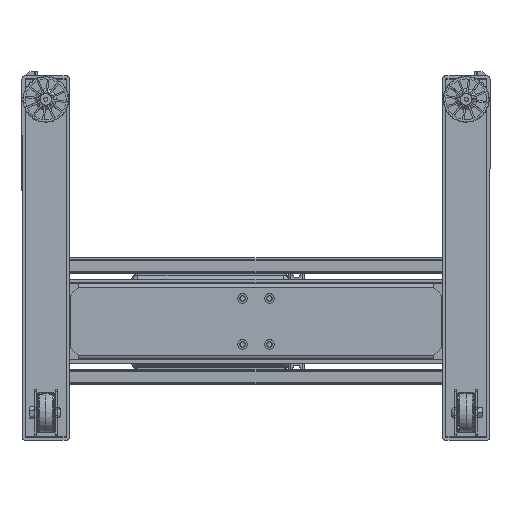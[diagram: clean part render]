
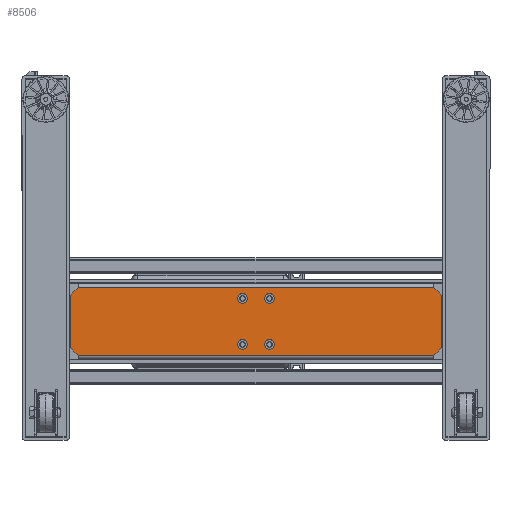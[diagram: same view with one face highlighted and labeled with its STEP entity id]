
A CAD part, front view. The second image highlights one B-rep face of the part: STEP entity #8506.
In plain terms, the highlighted planar face has unit normal (0, -1, 0).
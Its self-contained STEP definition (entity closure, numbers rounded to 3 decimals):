
#185 = AXIS2_PLACEMENT_3D ( 'NONE', #28810, #423, #23528 ) ;
#423 = DIRECTION ( 'NONE',  ( 0., -1., 0. ) ) ;
#728 = CARTESIAN_POINT ( 'NONE',  ( -234., 16., -33. ) ) ;
#1651 = DIRECTION ( 'NONE',  ( 0., -1., 0. ) ) ;
#1818 = ORIENTED_EDGE ( 'NONE', *, *, #4511, .F. ) ;
#1961 = CARTESIAN_POINT ( 'NONE',  ( 234., 16., 43. ) ) ;
#2317 = VERTEX_POINT ( 'NONE', #20943 ) ;
#2548 = DIRECTION ( 'NONE',  ( 1., 0., 0. ) ) ;
#2554 = CARTESIAN_POINT ( 'NONE',  ( 234., 16., -33. ) ) ;
#2937 = DIRECTION ( 'NONE',  ( 0., 0., -1. ) ) ;
#3288 = DIRECTION ( 'NONE',  ( 0.707, 0., 0.707 ) ) ;
#3653 = EDGE_CURVE ( 'NONE', #17301, #7510, #27821, .T. ) ;
#3867 = CIRCLE ( 'NONE', #29409, 6. ) ;
#4183 = DIRECTION ( 'NONE',  ( 0., 0., -1. ) ) ;
#4285 = CARTESIAN_POINT ( 'NONE',  ( -17., 16., 35. ) ) ;
#4365 = ORIENTED_EDGE ( 'NONE', *, *, #6530, .F. ) ;
#4511 = EDGE_CURVE ( 'NONE', #8712, #22344, #3867, .T. ) ;
#4631 = ORIENTED_EDGE ( 'NONE', *, *, #3653, .F. ) ;
#4849 = LINE ( 'NONE', #16746, #6640 ) ;
#5116 = EDGE_CURVE ( 'NONE', #27864, #8246, #36298, .T. ) ;
#5126 = CARTESIAN_POINT ( 'NONE',  ( 234., 16., -43. ) ) ;
#5386 = LINE ( 'NONE', #22750, #27512 ) ;
#5484 = DIRECTION ( 'NONE',  ( 0.707, 0., -0.707 ) ) ;
#5524 = CARTESIAN_POINT ( 'NONE',  ( 17., 16., 29. ) ) ;
#5563 = LINE ( 'NONE', #20727, #18723 ) ;
#5841 = DIRECTION ( 'NONE',  ( 0., -1., 0. ) ) ;
#6202 = EDGE_LOOP ( 'NONE', ( #1818, #18015 ) ) ;
#6430 = VERTEX_POINT ( 'NONE', #2554 ) ;
#6530 = EDGE_CURVE ( 'NONE', #6430, #12547, #5563, .T. ) ;
#6640 = VECTOR ( 'NONE', #17233, 1000. ) ;
#6648 = FACE_BOUND ( 'NONE', #36058, .T. ) ;
#7093 = FACE_BOUND ( 'NONE', #34269, .T. ) ;
#7510 = VERTEX_POINT ( 'NONE', #16719 ) ;
#7588 = DIRECTION ( 'NONE',  ( 0., -1., 0. ) ) ;
#8231 = CARTESIAN_POINT ( 'NONE',  ( -17., 16., -23. ) ) ;
#8246 = VERTEX_POINT ( 'NONE', #26045 ) ;
#8347 = VERTEX_POINT ( 'NONE', #35738 ) ;
#8506 = ADVANCED_FACE ( 'NONE', ( #6648, #7093, #31016, #26960, #33723 ), #28441, .F. ) ;
#8712 = VERTEX_POINT ( 'NONE', #14470 ) ;
#8969 = VERTEX_POINT ( 'NONE', #36190 ) ;
#8999 = CARTESIAN_POINT ( 'NONE',  ( -17., 16., 29. ) ) ;
#9005 = DIRECTION ( 'NONE',  ( 0., 0., -1. ) ) ;
#9179 = ORIENTED_EDGE ( 'NONE', *, *, #27438, .F. ) ;
#9306 = AXIS2_PLACEMENT_3D ( 'NONE', #35669, #1651, #4183 ) ;
#9458 = CARTESIAN_POINT ( 'NONE',  ( -234., 16., 33. ) ) ;
#11140 = CARTESIAN_POINT ( 'NONE',  ( -224., 16., 43. ) ) ;
#11546 = EDGE_CURVE ( 'NONE', #25506, #18649, #31295, .T. ) ;
#11894 = EDGE_CURVE ( 'NONE', #6430, #8246, #12356, .T. ) ;
#12167 = DIRECTION ( 'NONE',  ( -0.707, 0., -0.707 ) ) ;
#12276 = VERTEX_POINT ( 'NONE', #4285 ) ;
#12356 = LINE ( 'NONE', #5126, #30832 ) ;
#12547 = VERTEX_POINT ( 'NONE', #25680 ) ;
#12757 = VECTOR ( 'NONE', #3288, 1000. ) ;
#13536 = ORIENTED_EDGE ( 'NONE', *, *, #19810, .F. ) ;
#13855 = DIRECTION ( 'NONE',  ( -1., 0., 0. ) ) ;
#14370 = DIRECTION ( 'NONE',  ( 0., -1., 0. ) ) ;
#14470 = CARTESIAN_POINT ( 'NONE',  ( 17., 16., 23. ) ) ;
#15127 = EDGE_CURVE ( 'NONE', #34144, #2317, #22123, .T. ) ;
#16422 = DIRECTION ( 'NONE',  ( 0., -1., 0. ) ) ;
#16492 = DIRECTION ( 'NONE',  ( 0., 1., 0. ) ) ;
#16579 = CIRCLE ( 'NONE', #24169, 6. ) ;
#16719 = CARTESIAN_POINT ( 'NONE',  ( -17., 16., -35. ) ) ;
#16746 = CARTESIAN_POINT ( 'NONE',  ( -224., 16., -43. ) ) ;
#16958 = VECTOR ( 'NONE', #13855, 1000. ) ;
#17017 = CARTESIAN_POINT ( 'NONE',  ( 234., 16., 33. ) ) ;
#17146 = CARTESIAN_POINT ( 'NONE',  ( 17., 16., 29. ) ) ;
#17233 = DIRECTION ( 'NONE',  ( -0.707, 0., 0.707 ) ) ;
#17301 = VERTEX_POINT ( 'NONE', #8231 ) ;
#17306 = DIRECTION ( 'NONE',  ( 0., -1., 0. ) ) ;
#17738 = EDGE_CURVE ( 'NONE', #22344, #8712, #16579, .T. ) ;
#17889 = DIRECTION ( 'NONE',  ( 0., -1., 0. ) ) ;
#18015 = ORIENTED_EDGE ( 'NONE', *, *, #17738, .F. ) ;
#18649 = VERTEX_POINT ( 'NONE', #728 ) ;
#18723 = VECTOR ( 'NONE', #12167, 1000. ) ;
#19193 = ORIENTED_EDGE ( 'NONE', *, *, #11894, .T. ) ;
#19522 = EDGE_LOOP ( 'NONE', ( #22332, #9179 ) ) ;
#19810 = EDGE_CURVE ( 'NONE', #25506, #28555, #24459, .T. ) ;
#20428 = AXIS2_PLACEMENT_3D ( 'NONE', #25116, #7588, #22372 ) ;
#20725 = CARTESIAN_POINT ( 'NONE',  ( -234., 16., 33. ) ) ;
#20727 = CARTESIAN_POINT ( 'NONE',  ( 234., 16., -33. ) ) ;
#20943 = CARTESIAN_POINT ( 'NONE',  ( 17., 16., -23. ) ) ;
#21379 = ORIENTED_EDGE ( 'NONE', *, *, #32569, .F. ) ;
#22108 = EDGE_CURVE ( 'NONE', #7510, #17301, #37215, .T. ) ;
#22123 = CIRCLE ( 'NONE', #185, 6. ) ;
#22315 = AXIS2_PLACEMENT_3D ( 'NONE', #1961, #16492, #36603 ) ;
#22332 = ORIENTED_EDGE ( 'NONE', *, *, #28793, .F. ) ;
#22344 = VERTEX_POINT ( 'NONE', #35815 ) ;
#22372 = DIRECTION ( 'NONE',  ( 0., 0., -1. ) ) ;
#22750 = CARTESIAN_POINT ( 'NONE',  ( -234., 16., -43. ) ) ;
#22910 = DIRECTION ( 'NONE',  ( 0., 0., -1. ) ) ;
#23136 = ORIENTED_EDGE ( 'NONE', *, *, #31111, .T. ) ;
#23528 = DIRECTION ( 'NONE',  ( 0., 0., -1. ) ) ;
#24169 = AXIS2_PLACEMENT_3D ( 'NONE', #17146, #14370, #22910 ) ;
#24459 = LINE ( 'NONE', #20725, #12757 ) ;
#25037 = CARTESIAN_POINT ( 'NONE',  ( -234., 16., 43. ) ) ;
#25116 = CARTESIAN_POINT ( 'NONE',  ( -17., 16., -29. ) ) ;
#25293 = ORIENTED_EDGE ( 'NONE', *, *, #5116, .F. ) ;
#25320 = DIRECTION ( 'NONE',  ( 0., 0., 1. ) ) ;
#25506 = VERTEX_POINT ( 'NONE', #9458 ) ;
#25680 = CARTESIAN_POINT ( 'NONE',  ( 224., 16., -43. ) ) ;
#25949 = DIRECTION ( 'NONE',  ( 0., 0., -1. ) ) ;
#26019 = CARTESIAN_POINT ( 'NONE',  ( -17., 16., -29. ) ) ;
#26045 = CARTESIAN_POINT ( 'NONE',  ( 234., 16., 33. ) ) ;
#26651 = ORIENTED_EDGE ( 'NONE', *, *, #22108, .F. ) ;
#26793 = EDGE_LOOP ( 'NONE', ( #23136, #4365, #19193, #25293, #27748, #13536, #33623, #35904 ) ) ;
#26960 = FACE_BOUND ( 'NONE', #19522, .T. ) ;
#27438 = EDGE_CURVE ( 'NONE', #12276, #8347, #33147, .T. ) ;
#27512 = VECTOR ( 'NONE', #2548, 1000. ) ;
#27605 = CARTESIAN_POINT ( 'NONE',  ( -17., 16., 29. ) ) ;
#27729 = DIRECTION ( 'NONE',  ( 0., 0., -1. ) ) ;
#27748 = ORIENTED_EDGE ( 'NONE', *, *, #33137, .T. ) ;
#27821 = CIRCLE ( 'NONE', #35402, 6. ) ;
#27864 = VERTEX_POINT ( 'NONE', #35304 ) ;
#28441 = PLANE ( 'NONE',  #22315 ) ;
#28555 = VERTEX_POINT ( 'NONE', #11140 ) ;
#28612 = VECTOR ( 'NONE', #36360, 1000. ) ;
#28793 = EDGE_CURVE ( 'NONE', #8347, #12276, #37080, .T. ) ;
#28810 = CARTESIAN_POINT ( 'NONE',  ( 17., 16., -29. ) ) ;
#29087 = VECTOR ( 'NONE', #5484, 1000. ) ;
#29409 = AXIS2_PLACEMENT_3D ( 'NONE', #5524, #17306, #25949 ) ;
#30429 = CARTESIAN_POINT ( 'NONE',  ( 17., 16., -35. ) ) ;
#30832 = VECTOR ( 'NONE', #25320, 1000. ) ;
#31016 = FACE_BOUND ( 'NONE', #6202, .T. ) ;
#31111 = EDGE_CURVE ( 'NONE', #8969, #12547, #5386, .T. ) ;
#31295 = LINE ( 'NONE', #33468, #28612 ) ;
#31325 = LINE ( 'NONE', #25037, #16958 ) ;
#32129 = ORIENTED_EDGE ( 'NONE', *, *, #15127, .F. ) ;
#32569 = EDGE_CURVE ( 'NONE', #2317, #34144, #37246, .T. ) ;
#33137 = EDGE_CURVE ( 'NONE', #27864, #28555, #31325, .T. ) ;
#33147 = CIRCLE ( 'NONE', #33798, 6. ) ;
#33468 = CARTESIAN_POINT ( 'NONE',  ( -234., 16., -43. ) ) ;
#33623 = ORIENTED_EDGE ( 'NONE', *, *, #11546, .T. ) ;
#33723 = FACE_OUTER_BOUND ( 'NONE', #26793, .T. ) ;
#33798 = AXIS2_PLACEMENT_3D ( 'NONE', #8999, #5841, #2937 ) ;
#34144 = VERTEX_POINT ( 'NONE', #30429 ) ;
#34269 = EDGE_LOOP ( 'NONE', ( #32129, #21379 ) ) ;
#34786 = AXIS2_PLACEMENT_3D ( 'NONE', #27605, #16422, #27729 ) ;
#35304 = CARTESIAN_POINT ( 'NONE',  ( 224., 16., 43. ) ) ;
#35402 = AXIS2_PLACEMENT_3D ( 'NONE', #26019, #17889, #9005 ) ;
#35669 = CARTESIAN_POINT ( 'NONE',  ( 17., 16., -29. ) ) ;
#35738 = CARTESIAN_POINT ( 'NONE',  ( -17., 16., 23. ) ) ;
#35815 = CARTESIAN_POINT ( 'NONE',  ( 17., 16., 35. ) ) ;
#35904 = ORIENTED_EDGE ( 'NONE', *, *, #37128, .F. ) ;
#36058 = EDGE_LOOP ( 'NONE', ( #26651, #4631 ) ) ;
#36190 = CARTESIAN_POINT ( 'NONE',  ( -224., 16., -43. ) ) ;
#36298 = LINE ( 'NONE', #17017, #29087 ) ;
#36360 = DIRECTION ( 'NONE',  ( 0., 0., -1. ) ) ;
#36603 = DIRECTION ( 'NONE',  ( 0., 0., 1. ) ) ;
#37080 = CIRCLE ( 'NONE', #34786, 6. ) ;
#37128 = EDGE_CURVE ( 'NONE', #8969, #18649, #4849, .T. ) ;
#37215 = CIRCLE ( 'NONE', #20428, 6. ) ;
#37246 = CIRCLE ( 'NONE', #9306, 6. ) ;
